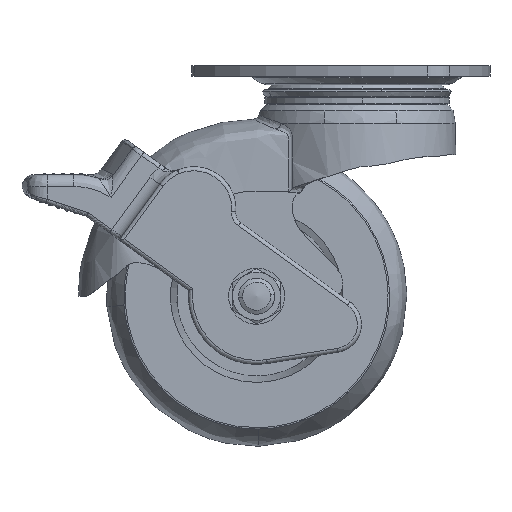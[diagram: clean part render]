
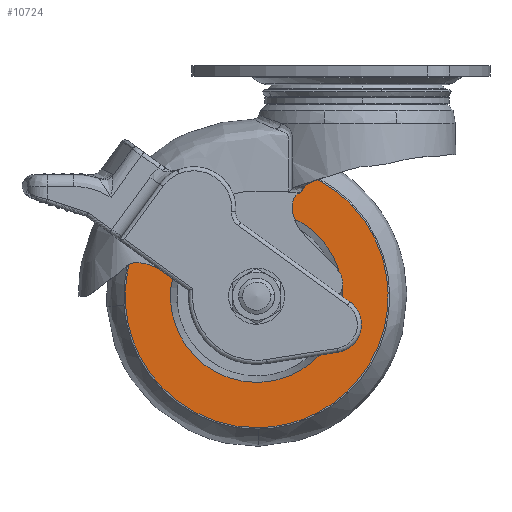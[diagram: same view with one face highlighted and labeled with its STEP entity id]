
A CAD part, front view. The second image highlights one B-rep face of the part: STEP entity #10724.
In plain terms, the highlighted free-form (B-spline) face has degree [1, 1] with [2, 2] control points.
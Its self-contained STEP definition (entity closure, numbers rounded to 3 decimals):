
#9039=CARTESIAN_POINT('',(0.0,-11.5,-36.));
#9040=VERTEX_POINT('',#9039);
#9041=CARTESIAN_POINT('',(21.434,-11.5,-55.813));
#9042=VERTEX_POINT('',#9041);
#9043=CARTESIAN_POINT('',(0.0,-11.5,-36.));
#9044=CARTESIAN_POINT('',(19.874,-11.5,-36.0));
#9045=CARTESIAN_POINT('',(21.434,-11.5,-55.813));
#9053=(BOUNDED_CURVE()B_SPLINE_CURVE(2,(#9043,#9044,#9045),.UNSPECIFIED.,.F.,.U.)B_SPLINE_CURVE_WITH_KNOTS((3,3),(0.0,0.236),.UNSPECIFIED.)CURVE()GEOMETRIC_REPRESENTATION_ITEM()RATIONAL_B_SPLINE_CURVE((1.0,0.723,0.97))REPRESENTATION_ITEM(''));
#9054=EDGE_CURVE('',#9040,#9042,#9053,.T.);
#9056=CARTESIAN_POINT('',(-21.434,-11.5,-59.187));
#9057=VERTEX_POINT('',#9056);
#9058=CARTESIAN_POINT('',(-21.434,-11.5,-59.187));
#9059=CARTESIAN_POINT('',(-21.5,-11.5,-58.345));
#9060=CARTESIAN_POINT('',(-21.5,-11.5,-57.5));
#9061=CARTESIAN_POINT('',(-21.5,-11.5,-36.));
#9062=CARTESIAN_POINT('',(0.0,-11.5,-36.));
#9070=(BOUNDED_CURVE()B_SPLINE_CURVE(2,(#9058,#9059,#9060,#9061,#9062),.UNSPECIFIED.,.F.,.U.)B_SPLINE_CURVE_WITH_KNOTS((3,2,3),(0.736,0.75,1.0),.UNSPECIFIED.)CURVE()GEOMETRIC_REPRESENTATION_ITEM()RATIONAL_B_SPLINE_CURVE((0.97,0.984,1.0,0.707,1.0))REPRESENTATION_ITEM(''));
#9071=EDGE_CURVE('',#9057,#9040,#9070,.T.);
#9138=CARTESIAN_POINT('',(0.0,-11.5,-79.0));
#9139=VERTEX_POINT('',#9138);
#9140=CARTESIAN_POINT('',(21.434,-11.5,-55.813));
#9141=CARTESIAN_POINT('',(21.5,-11.5,-56.655));
#9142=CARTESIAN_POINT('',(21.5,-11.5,-57.5));
#9143=CARTESIAN_POINT('',(21.5,-11.5,-79.0));
#9144=CARTESIAN_POINT('',(0.0,-11.5,-79.0));
#9152=(BOUNDED_CURVE()B_SPLINE_CURVE(2,(#9140,#9141,#9142,#9143,#9144),.UNSPECIFIED.,.F.,.U.)B_SPLINE_CURVE_WITH_KNOTS((3,2,3),(0.236,0.25,0.5),.UNSPECIFIED.)CURVE()GEOMETRIC_REPRESENTATION_ITEM()RATIONAL_B_SPLINE_CURVE((0.97,0.984,1.0,0.707,1.0))REPRESENTATION_ITEM(''));
#9153=EDGE_CURVE('',#9042,#9139,#9152,.T.);
#9187=CARTESIAN_POINT('',(0.0,-11.5,-79.0));
#9188=CARTESIAN_POINT('',(-19.874,-11.5,-79.));
#9189=CARTESIAN_POINT('',(-21.434,-11.5,-59.187));
#9197=(BOUNDED_CURVE()B_SPLINE_CURVE(2,(#9187,#9188,#9189),.UNSPECIFIED.,.F.,.U.)B_SPLINE_CURVE_WITH_KNOTS((3,3),(0.5,0.736),.UNSPECIFIED.)CURVE()GEOMETRIC_REPRESENTATION_ITEM()RATIONAL_B_SPLINE_CURVE((1.0,0.723,0.97))REPRESENTATION_ITEM(''));
#9198=EDGE_CURVE('',#9139,#9057,#9197,.T.);
#10377=CARTESIAN_POINT('',(22.452,-11.5,-81.409));
#10378=VERTEX_POINT('',#10377);
#10392=CARTESIAN_POINT('',(0.0,-11.5,-90.298));
#10393=VERTEX_POINT('',#10392);
#10394=CARTESIAN_POINT('',(22.452,-11.5,-81.409));
#10395=CARTESIAN_POINT('',(12.986,-11.5,-90.298));
#10396=CARTESIAN_POINT('',(0.0,-11.5,-90.298));
#10404=(BOUNDED_CURVE()B_SPLINE_CURVE(2,(#10394,#10395,#10396),.UNSPECIFIED.,.F.,.U.)B_SPLINE_CURVE_WITH_KNOTS((3,3),(0.38,0.5),.UNSPECIFIED.)CURVE()GEOMETRIC_REPRESENTATION_ITEM()RATIONAL_B_SPLINE_CURVE((0.854,0.859,1.0))REPRESENTATION_ITEM(''));
#10405=EDGE_CURVE('',#10378,#10393,#10404,.T.);
#10407=CARTESIAN_POINT('',(0.0,-11.5,-24.702));
#10408=VERTEX_POINT('',#10407);
#10409=CARTESIAN_POINT('',(0.0,-11.5,-90.298));
#10410=CARTESIAN_POINT('',(-32.798,-11.5,-90.298));
#10411=CARTESIAN_POINT('',(-32.798,-11.5,-57.5));
#10412=CARTESIAN_POINT('',(-32.798,-11.5,-24.702));
#10413=CARTESIAN_POINT('',(0.0,-11.5,-24.702));
#10421=(BOUNDED_CURVE()B_SPLINE_CURVE(2,(#10409,#10410,#10411,#10412,#10413),.UNSPECIFIED.,.F.,.U.)B_SPLINE_CURVE_WITH_KNOTS((3,2,3),(0.5,0.75,1.0),.UNSPECIFIED.)CURVE()GEOMETRIC_REPRESENTATION_ITEM()RATIONAL_B_SPLINE_CURVE((1.0,0.707,1.0,0.707,1.0))REPRESENTATION_ITEM(''));
#10422=EDGE_CURVE('',#10393,#10408,#10421,.T.);
#10424=CARTESIAN_POINT('',(23.909,-11.5,-35.048));
#10425=VERTEX_POINT('',#10424);
#10426=CARTESIAN_POINT('',(0.0,-11.5,-24.702));
#10427=CARTESIAN_POINT('',(14.193,-11.5,-24.702));
#10428=CARTESIAN_POINT('',(23.909,-11.5,-35.048));
#10436=(BOUNDED_CURVE()B_SPLINE_CURVE(2,(#10426,#10427,#10428),.UNSPECIFIED.,.F.,.U.)B_SPLINE_CURVE_WITH_KNOTS((3,3),(0.0,0.13),.UNSPECIFIED.)CURVE()GEOMETRIC_REPRESENTATION_ITEM()RATIONAL_B_SPLINE_CURVE((1.0,0.848,0.854))REPRESENTATION_ITEM(''));
#10437=EDGE_CURVE('',#10408,#10425,#10436,.T.);
#10478=CARTESIAN_POINT('',(23.909,-11.5,-35.048));
#10479=CARTESIAN_POINT('',(32.798,-11.5,-44.514));
#10480=CARTESIAN_POINT('',(32.798,-11.5,-57.5));
#10481=CARTESIAN_POINT('',(32.798,-11.5,-71.693));
#10482=CARTESIAN_POINT('',(22.452,-11.5,-81.409));
#10490=(BOUNDED_CURVE()B_SPLINE_CURVE(2,(#10478,#10479,#10480,#10481,#10482),.UNSPECIFIED.,.F.,.U.)B_SPLINE_CURVE_WITH_KNOTS((3,2,3),(0.13,0.25,0.38),.UNSPECIFIED.)CURVE()GEOMETRIC_REPRESENTATION_ITEM()RATIONAL_B_SPLINE_CURVE((0.854,0.859,1.0,0.848,0.854))REPRESENTATION_ITEM(''));
#10491=EDGE_CURVE('',#10425,#10378,#10490,.T.);
#10707=CARTESIAN_POINT('',(-36.075,-11.5,-93.575));
#10708=CARTESIAN_POINT('',(-36.075,-11.5,-21.425));
#10709=CARTESIAN_POINT('',(36.067,-11.5,-93.575));
#10710=CARTESIAN_POINT('',(36.067,-11.5,-21.425));
#10711=B_SPLINE_SURFACE_WITH_KNOTS('',1,1,((#10707,#10709),(#10708,#10710)),.UNSPECIFIED.,.F.,.F.,.U.,(2,2),(2,2),(0.0,72.15),(0.0,72.142),.UNSPECIFIED.);
#10712=ORIENTED_EDGE('',*,*,#10422,.F.);
#10713=ORIENTED_EDGE('',*,*,#10405,.F.);
#10714=ORIENTED_EDGE('',*,*,#10491,.F.);
#10715=ORIENTED_EDGE('',*,*,#10437,.F.);
#10716=EDGE_LOOP('',(#10712,#10713,#10714,#10715));
#10717=FACE_OUTER_BOUND('',#10716,.T.);
#10718=ORIENTED_EDGE('',*,*,#9198,.T.);
#10719=ORIENTED_EDGE('',*,*,#9071,.T.);
#10720=ORIENTED_EDGE('',*,*,#9054,.T.);
#10721=ORIENTED_EDGE('',*,*,#9153,.T.);
#10722=EDGE_LOOP('',(#10718,#10719,#10720,#10721));
#10723=FACE_BOUND('',#10722,.T.);
#10724=ADVANCED_FACE('',(#10717,#10723),#10711,.F.);
